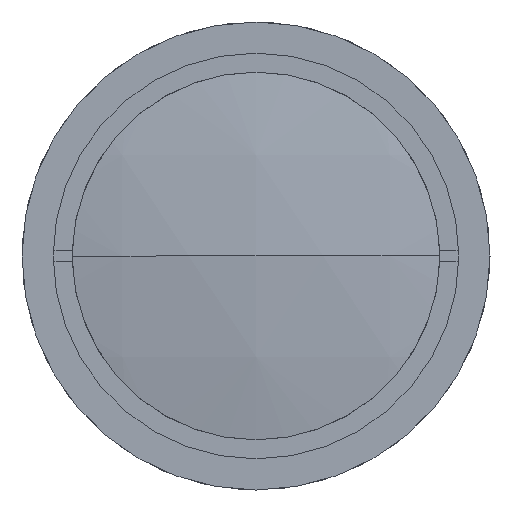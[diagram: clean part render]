
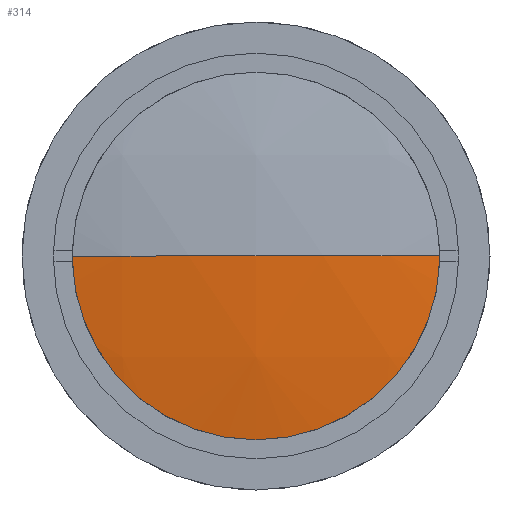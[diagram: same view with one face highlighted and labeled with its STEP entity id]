
A CAD part, left-side view. The second image highlights one B-rep face of the part: STEP entity #314.
In plain terms, the highlighted spherical face has radius 100.18 mm.
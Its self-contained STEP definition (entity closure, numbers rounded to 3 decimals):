
#140 = ORIENTED_EDGE ( 'NONE', *, *, #3241, .T. ) ;
#314 = ADVANCED_FACE ( 'NONE', ( #2431 ), #3849, .T. ) ;
#585 = CARTESIAN_POINT ( 'NONE',  ( 103.461, 0., 0. ) ) ;
#597 = CARTESIAN_POINT ( 'NONE',  ( 4.912, 0., 0. ) ) ;
#783 = CARTESIAN_POINT ( 'NONE',  ( 3.281, 0., 0. ) ) ;
#920 = DIRECTION ( 'NONE',  ( 0., -1., 0. ) ) ;
#934 = DIRECTION ( 'NONE',  ( 0., 0., 1. ) ) ;
#944 = AXIS2_PLACEMENT_3D ( 'NONE', #3564, #1606, #3811 ) ;
#949 = AXIS2_PLACEMENT_3D ( 'NONE', #597, #2910, #934 ) ;
#960 = AXIS2_PLACEMENT_3D ( 'NONE', #585, #2898, #920 ) ;
#1037 = DIRECTION ( 'NONE',  ( 0., 0., -1. ) ) ;
#1545 = ORIENTED_EDGE ( 'NONE', *, *, #3228, .F. ) ;
#1606 = DIRECTION ( 'NONE',  ( 0., 0., -1. ) ) ;
#1715 = VERTEX_POINT ( 'NONE', #2923 ) ;
#1770 = VERTEX_POINT ( 'NONE', #2976 ) ;
#2157 = ORIENTED_EDGE ( 'NONE', *, *, #3240, .T. ) ;
#2270 = AXIS2_PLACEMENT_3D ( 'NONE', #3638, #1037, #3870 ) ;
#2431 = FACE_OUTER_BOUND ( 'NONE', #3421, .T. ) ;
#2878 = VERTEX_POINT ( 'NONE', #783 ) ;
#2898 = DIRECTION ( 'NONE',  ( 0., 0., 1. ) ) ;
#2910 = DIRECTION ( 'NONE',  ( -1., 0., 0. ) ) ;
#2923 = CARTESIAN_POINT ( 'NONE',  ( 4.912, 18., 0. ) ) ;
#2976 = CARTESIAN_POINT ( 'NONE',  ( 4.912, -18., 0. ) ) ;
#3228 = EDGE_CURVE ( 'NONE', #1715, #2878, #3560, .T. ) ;
#3240 = EDGE_CURVE ( 'NONE', #1715, #1770, #3521, .T. ) ;
#3241 = EDGE_CURVE ( 'NONE', #1770, #2878, #3442, .T. ) ;
#3421 = EDGE_LOOP ( 'NONE', ( #2157, #140, #1545 ) ) ;
#3442 = CIRCLE ( 'NONE', #944, 100.18 ) ;
#3521 = CIRCLE ( 'NONE', #949, 18. ) ;
#3560 = CIRCLE ( 'NONE', #960, 100.18 ) ;
#3564 = CARTESIAN_POINT ( 'NONE',  ( 103.461, 0., 0. ) ) ;
#3638 = CARTESIAN_POINT ( 'NONE',  ( 103.461, 0., 0. ) ) ;
#3811 = DIRECTION ( 'NONE',  ( 0., 1., 0. ) ) ;
#3849 = SPHERICAL_SURFACE ( 'NONE', #2270, 100.18 ) ;
#3870 = DIRECTION ( 'NONE',  ( 0., 1., 0. ) ) ;
